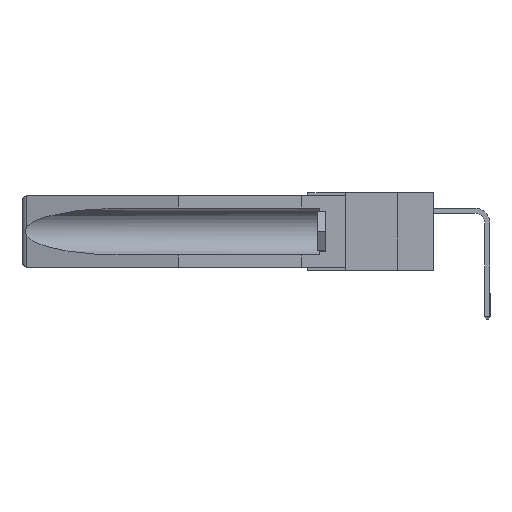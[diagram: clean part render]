
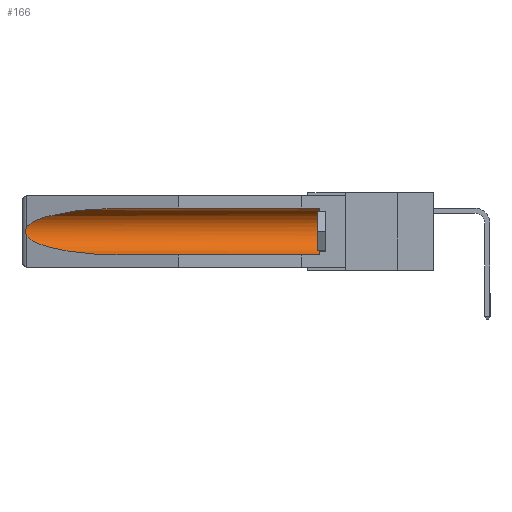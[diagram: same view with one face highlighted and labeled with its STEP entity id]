
A CAD part, left-side view. The second image highlights one B-rep face of the part: STEP entity #166.
In plain terms, the highlighted cylindrical face has radius 2.857 mm (diameter 5.715 mm), a partial arc.
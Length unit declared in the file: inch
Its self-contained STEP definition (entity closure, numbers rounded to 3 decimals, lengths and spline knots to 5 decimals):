
#109 = CARTESIAN_POINT ( 'NONE',  ( 0.2673, 1.5327, -0.16383 ) ) ;
#166 = ADVANCED_FACE ( 'NONE', ( #17802 ), #16643, .F. ) ;
#167 = CARTESIAN_POINT ( 'NONE',  ( 0.2675, 1.53308, -0.17534 ) ) ;
#362 = CARTESIAN_POINT ( 'NONE',  ( 0.2673, 1.53269, -0.17917 ) ) ;
#819 = VECTOR ( 'NONE', #6552, 39.37008 ) ;
#961 = EDGE_CURVE ( 'NONE', #8825, #11700, #14895, .T. ) ;
#1582 = CARTESIAN_POINT ( 'NONE',  ( 0.26537, 1.52718, -0.19328 ) ) ;
#1654 = CARTESIAN_POINT ( 'NONE',  ( 0.26655, 1.53094, -0.18657 ) ) ;
#2585 = CARTESIAN_POINT ( 'NONE',  ( 0.26537, 1.52718, -0.19328 ) ) ;
#2640 = ORIENTED_EDGE ( 'NONE', *, *, #15215, .T. ) ;
#2688 = EDGE_CURVE ( 'NONE', #3035, #11923, #14653, .T. ) ;
#3035 = VERTEX_POINT ( 'NONE', #8521 ) ;
#3076 = VERTEX_POINT ( 'NONE', #2585 ) ;
#4002 = CARTESIAN_POINT ( 'NONE',  ( 0.155, 1.07973, -0.059 ) ) ;
#4190 = CARTESIAN_POINT ( 'NONE',  ( 0.21114, 1.30732, -0.059 ) ) ;
#4222 = CARTESIAN_POINT ( 'NONE',  ( 0.25451, 1.48313, -0.24835 ) ) ;
#4256 = B_SPLINE_CURVE_WITH_KNOTS ( 'NONE', 3,
 ( #4617, #10629, #4487, #109, #7449, #167, #362, #1654, #10502, #1582 ),
 .UNSPECIFIED., .F., .F.,
 ( 4, 2, 2, 2, 4 ),
 ( 0., 0.00029, 0.00058, 0.00087, 0.00117 ),
 .UNSPECIFIED. ) ;
#4327 = EDGE_CURVE ( 'NONE', #3076, #11923, #10063, .T. ) ;
#4469 = ORIENTED_EDGE ( 'NONE', *, *, #6432, .T. ) ;
#4487 = CARTESIAN_POINT ( 'NONE',  ( 0.26654, 1.53092, -0.15636 ) ) ;
#4617 = CARTESIAN_POINT ( 'NONE',  ( 0.26537, 1.52718, -0.14972 ) ) ;
#5145 = CARTESIAN_POINT ( 'NONE',  ( 0.155, -0.30754, -0.059 ) ) ;
#5363 = ORIENTED_EDGE ( 'NONE', *, *, #961, .T. ) ;
#5520 = ORIENTED_EDGE ( 'NONE', *, *, #2688, .F. ) ;
#5621 = CARTESIAN_POINT ( 'NONE',  ( 0.155, 1.07973, -0.059 ) ) ;
#5888 = DIRECTION ( 'NONE',  ( 0., 0., 1. ) ) ;
#6432 = EDGE_CURVE ( 'NONE', #11700, #3076, #4256, .T. ) ;
#6552 = DIRECTION ( 'NONE',  ( 0., 1., 0. ) ) ;
#7449 = CARTESIAN_POINT ( 'NONE',  ( 0.2675, 1.53308, -0.16763 ) ) ;
#7531 = LINE ( 'NONE', #5145, #15139 ) ;
#7659 = CIRCLE ( 'NONE', #18360, 0.1125 ) ;
#7948 = ORIENTED_EDGE ( 'NONE', *, *, #9166, .T. ) ;
#8521 = CARTESIAN_POINT ( 'NONE',  ( 0.155, 0.126, -0.284 ) ) ;
#8583 = CARTESIAN_POINT ( 'NONE',  ( 0.26537, 1.52718, -0.14972 ) ) ;
#8649 = CARTESIAN_POINT ( 'NONE',  ( 0.25451, 1.48313, -0.09465 ) ) ;
#8674 = CARTESIAN_POINT ( 'NONE',  ( 0.155, 1.07973, -0.284 ) ) ;
#8825 = VERTEX_POINT ( 'NONE', #4002 ) ;
#9166 = EDGE_CURVE ( 'NONE', #16591, #8825, #7531, .T. ) ;
#9681 = CARTESIAN_POINT ( 'NONE',  ( 0.155, 1.07973, -0.284 ) ) ;
#10063 =( BOUNDED_CURVE ( )  B_SPLINE_CURVE ( 3, ( #14523, #4222, #14593, #8674 ),
 .UNSPECIFIED., .F., .F. ) 
 B_SPLINE_CURVE_WITH_KNOTS ( ( 4, 4 ),
 ( 0.1948, 1.5708 ),
 .UNSPECIFIED. ) 
 CURVE ( )  GEOMETRIC_REPRESENTATION_ITEM ( )  RATIONAL_B_SPLINE_CURVE ( ( 1., 0.848, 0.848, 1. ) ) 
 REPRESENTATION_ITEM ( '' )  );
#10218 = CARTESIAN_POINT ( 'NONE',  ( 0.155, -0.30754, -0.1715 ) ) ;
#10502 = CARTESIAN_POINT ( 'NONE',  ( 0.26597, 1.5296, -0.19026 ) ) ;
#10629 = CARTESIAN_POINT ( 'NONE',  ( 0.26597, 1.52961, -0.15275 ) ) ;
#10715 = CARTESIAN_POINT ( 'NONE',  ( 0.155, -0.30754, -0.284 ) ) ;
#11289 = AXIS2_PLACEMENT_3D ( 'NONE', #10218, #14696, #5888 ) ;
#11700 = VERTEX_POINT ( 'NONE', #12104 ) ;
#11923 = VERTEX_POINT ( 'NONE', #9681 ) ;
#12104 = CARTESIAN_POINT ( 'NONE',  ( 0.26537, 1.52718, -0.14972 ) ) ;
#12283 = DIRECTION ( 'NONE',  ( 0., -1., 0. ) ) ;
#12404 = DIRECTION ( 'NONE',  ( 0., 0., 1. ) ) ;
#13650 = CARTESIAN_POINT ( 'NONE',  ( 0.155, 0.126, -0.059 ) ) ;
#14523 = CARTESIAN_POINT ( 'NONE',  ( 0.26537, 1.52718, -0.19328 ) ) ;
#14593 = CARTESIAN_POINT ( 'NONE',  ( 0.21114, 1.30732, -0.284 ) ) ;
#14653 = LINE ( 'NONE', #10715, #819 ) ;
#14696 = DIRECTION ( 'NONE',  ( 0., 1., 0. ) ) ;
#14895 =( BOUNDED_CURVE ( )  B_SPLINE_CURVE ( 3, ( #5621, #4190, #8649, #8583 ),
 .UNSPECIFIED., .F., .F. ) 
 B_SPLINE_CURVE_WITH_KNOTS ( ( 4, 4 ),
 ( 4.71239, 6.08839 ),
 .UNSPECIFIED. ) 
 CURVE ( )  GEOMETRIC_REPRESENTATION_ITEM ( )  RATIONAL_B_SPLINE_CURVE ( ( 1., 0.848, 0.848, 1. ) ) 
 REPRESENTATION_ITEM ( '' )  );
#15139 = VECTOR ( 'NONE', #15573, 39.37008 ) ;
#15215 = EDGE_CURVE ( 'NONE', #3035, #16591, #7659, .T. ) ;
#15573 = DIRECTION ( 'NONE',  ( 0., 1., 0. ) ) ;
#15646 = ORIENTED_EDGE ( 'NONE', *, *, #4327, .T. ) ;
#16591 = VERTEX_POINT ( 'NONE', #13650 ) ;
#16643 = CYLINDRICAL_SURFACE ( 'NONE', #11289, 0.1125 ) ;
#16704 = EDGE_LOOP ( 'NONE', ( #5363, #4469, #15646, #5520, #2640, #7948 ) ) ;
#16709 = CARTESIAN_POINT ( 'NONE',  ( 0.155, 0.126, -0.1715 ) ) ;
#17802 = FACE_OUTER_BOUND ( 'NONE', #16704, .T. ) ;
#18360 = AXIS2_PLACEMENT_3D ( 'NONE', #16709, #12283, #12404 ) ;
